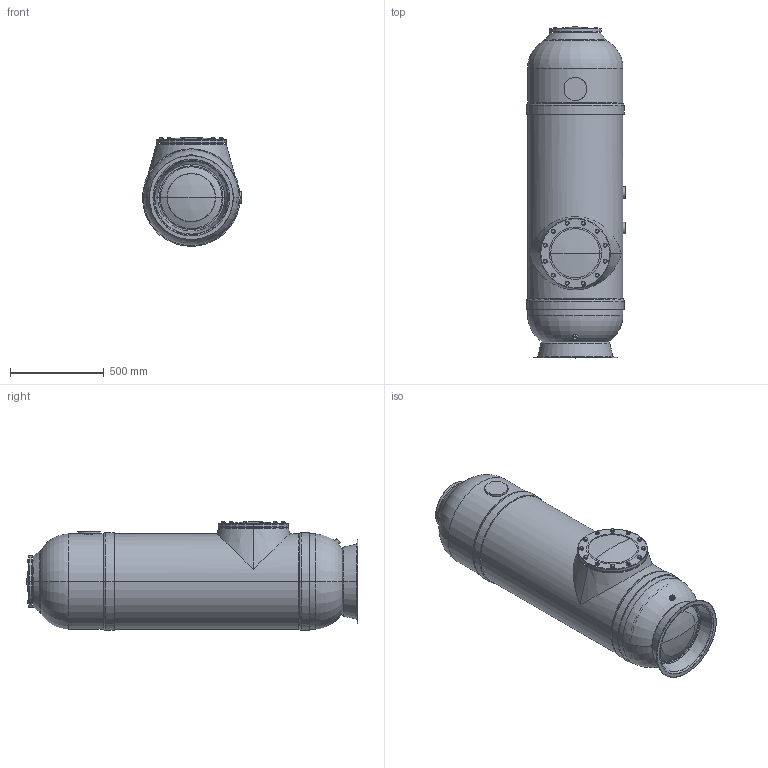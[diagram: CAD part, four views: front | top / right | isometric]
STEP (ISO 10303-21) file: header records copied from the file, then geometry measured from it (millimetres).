
FILE_DESCRIPTION (( 'STEP AP214' ), '1' );
FILE_NAME ('coral50c_nozzle_plate.STEP', '2020-07-07T12:39:17', ( '' ), ( '' ), 'SwSTEP 2.0', 'SolidWorks 2019', '' );
FILE_SCHEMA (( 'AUTOMOTIVE_DESIGN' ));
Length unit declared in the file: millimetre
Products named in the file (23): gasket_block_dn200.prt; filter_nozzle_air_80mm.asm; gasket_sight_glass.prt; cover_block_dn200.asm; cover_block_dn300.prt; socket_ma3_50.prt; sight_glass_3col.asm; support_50c.prt; hex_screw_m10_40.prt; hex_screw_m8_40.prt; socket_ma3_20.prt; washer_fi10.prt; cover_block_dn200.prt; dished_bottom_50c.prt; filter_nozzle_air_80mm.prt; expanding_bolts.prt; gasket_block_dn300.prt; washer_fi8.prt; sight_glass_3col.prt; cover_block_dn300.asm; coral50c_nozzle_plate; dished_top_50c.prt; cylinder_50c.prt
Assembly tree (60 placements, depth 3):
  coral50c_nozzle_plate
    support_50c.prt
    dished_bottom_50c.prt
    filter_nozzle_air_80mm.asm
      filter_nozzle_air_80mm.prt
      expanding_bolts.prt
    cylinder_50c.prt
    dished_top_50c.prt
    socket_ma3_20.prt
    socket_ma3_50.prt  x2
    cover_block_dn300.asm
      cover_block_dn300.prt
      gasket_block_dn300.prt
      washer_fi10.prt  x12
      hex_screw_m10_40.prt  x12
    sight_glass_3col.asm
      sight_glass_3col.prt
      gasket_sight_glass.prt
    cover_block_dn200.asm
      cover_block_dn200.prt
      gasket_block_dn200.prt
      washer_fi8.prt  x8
      hex_screw_m8_40.prt  x8
      socket_ma3_20.prt
Bounding box: 529.52 x 1774.79 x 582.06 mm (x, y, z)
Volume: 4742826.4 mm3; surface area: 6815654.1 mm2
Topology: 53 solids, 76 shells, 1152 faces, 2652 edges, 1647 vertices
Faces by surface type: plane 437, cylinder 360, cone 248, torus 93, sphere 14
Entity records: 28086 total; most frequent: CARTESIAN_POINT 9835, DIRECTION 3416, ORIENTED_EDGE 3174, EDGE_CURVE 1628, AXIS2_PLACEMENT_3D 1460, VERTEX_POINT 1039, EDGE_LOOP 860, CIRCLE 714
